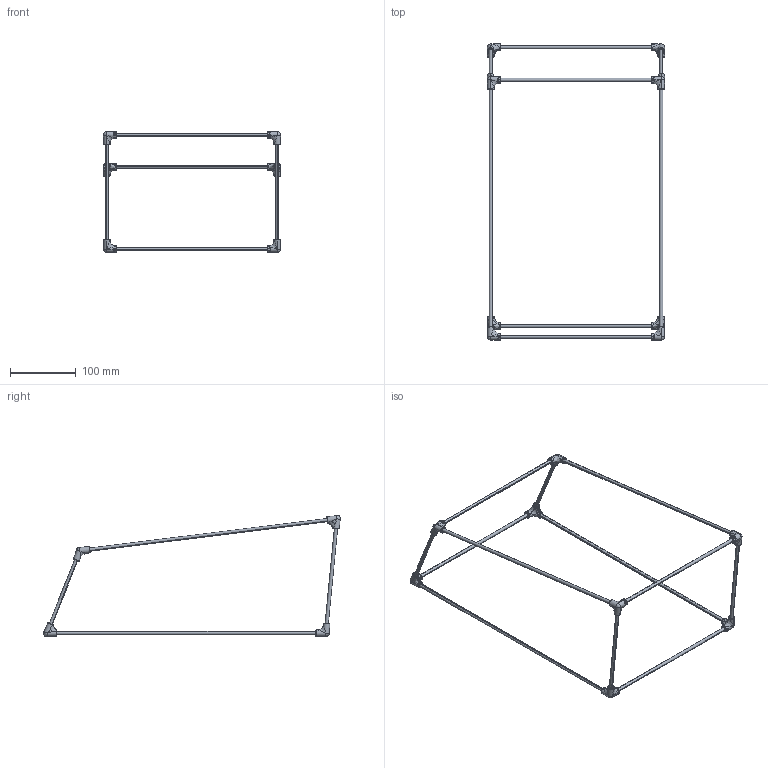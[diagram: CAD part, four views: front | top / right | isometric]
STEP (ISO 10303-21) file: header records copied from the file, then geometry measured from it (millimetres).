
FILE_DESCRIPTION (( 'STEP AP214' ), '1' );
FILE_NAME ('DiscGolfBagSupport.STEP', '2025-02-19T10:53:07', ( '' ), ( '' ), 'SwSTEP 2.0', 'SolidWorks 2023', '' );
FILE_SCHEMA (( 'AUTOMOTIVE_DESIGN' ));
Length unit declared in the file: millimetre
Products named in the file (11): SSP; CornerJoint_TopRear; CornerJoint_BottomRear; CornerJoint_TopFront; CornerJoint_BottomFront; Rod_Connecting; Rod_Top; DiscGolfBagSupport; Rod_Bottom; Rod_Front; Rod_Rear
Assembly tree (20 placements, depth 2):
  SSP
  DiscGolfBagSupport
    CornerJoint_BottomRear  x2
    Rod_Rear  x2
    Rod_Bottom  x2
    CornerJoint_BottomFront  x2
    Rod_Front  x2
    CornerJoint_TopFront  x2
    CornerJoint_TopRear  x2
    Rod_Top  x2
    Rod_Connecting  x4
Bounding box: 270 x 452.98 x 185.17 mm (x, y, z)
Volume: 62718.5 mm3; surface area: 95425.9 mm2
Topology: 20 solids, 20 shells, 980 faces, 2294 edges, 1416 vertices
Faces by surface type: bspline 290, plane 276, cylinder 210, torus 188, sphere 16
Entity records: 27595 total; most frequent: CARTESIAN_POINT 17296, ORIENTED_EDGE 2222, DIRECTION 1826, EDGE_CURVE 1111, AXIS2_PLACEMENT_3D 806, VERTEX_POINT 694, EDGE_LOOP 535, ADVANCED_FACE 480
